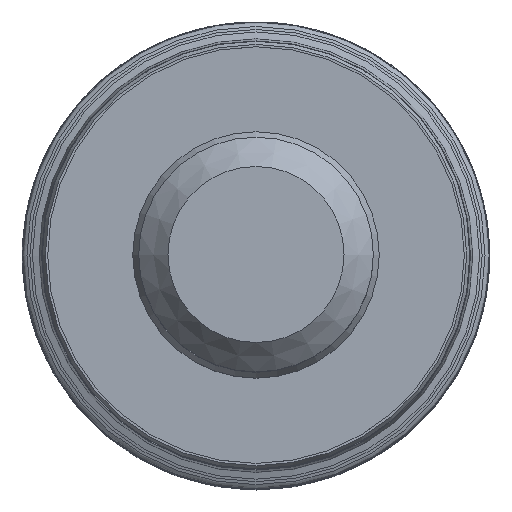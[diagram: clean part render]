
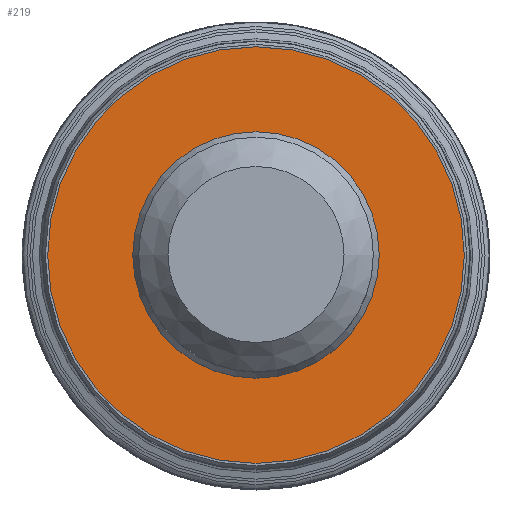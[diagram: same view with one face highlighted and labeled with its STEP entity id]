
A CAD part, top view. The second image highlights one B-rep face of the part: STEP entity #219.
In plain terms, the highlighted planar face has unit normal (0, 0, 1).
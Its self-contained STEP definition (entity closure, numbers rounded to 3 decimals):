
#132=PLANE('',#1149);
#219=ADVANCED_FACE('',(#426,#427),#132,.T.);
#426=FACE_BOUND('',#539,.T.);
#427=FACE_BOUND('',#540,.T.);
#539=EDGE_LOOP('',(#677));
#540=EDGE_LOOP('',(#678));
#677=ORIENTED_EDGE('',*,*,#876,.F.);
#678=ORIENTED_EDGE('',*,*,#877,.F.);
#804=VERTEX_POINT('',#2064);
#805=VERTEX_POINT('',#2066);
#876=EDGE_CURVE('',#804,#804,#944,.T.);
#877=EDGE_CURVE('',#805,#805,#945,.T.);
#944=CIRCLE('',#1147,10.372);
#945=CIRCLE('',#1148,17.75);
#1147=AXIS2_PLACEMENT_3D('',#2063,#1368,#1369);
#1148=AXIS2_PLACEMENT_3D('',#2065,#1370,#1371);
#1149=AXIS2_PLACEMENT_3D('',#2067,#1372,#1373);
#1368=DIRECTION('',(0.,0.,1.));
#1369=DIRECTION('',(-1.,0.,0.));
#1370=DIRECTION('',(0.,0.,-1.));
#1371=DIRECTION('',(-1.,0.,0.));
#1372=DIRECTION('',(0.,0.,1.));
#1373=DIRECTION('',(1.,0.,0.));
#2063=CARTESIAN_POINT('',(0.,0.,0.));
#2064=CARTESIAN_POINT('',(-10.372,0.,0.));
#2065=CARTESIAN_POINT('',(0.,0.,0.));
#2066=CARTESIAN_POINT('',(-17.75,0.,0.));
#2067=CARTESIAN_POINT('',(17.75,0.,0.));
